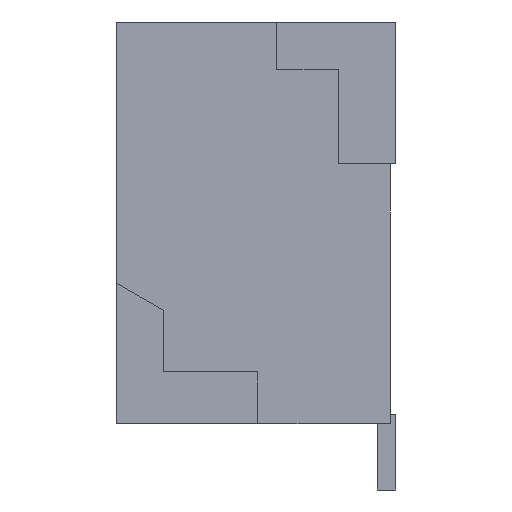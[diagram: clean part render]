
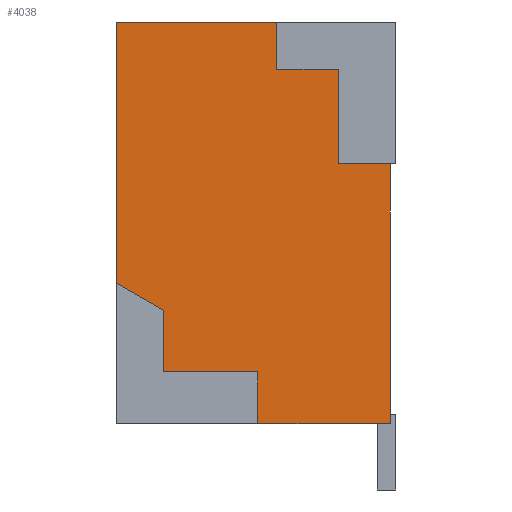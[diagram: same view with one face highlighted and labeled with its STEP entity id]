
A CAD part, left-side view. The second image highlights one B-rep face of the part: STEP entity #4038.
In plain terms, the highlighted planar face has unit normal (-1, 0, 0).
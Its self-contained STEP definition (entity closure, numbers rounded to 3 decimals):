
#27 = AXIS2_PLACEMENT_3D ( 'NONE', #1689, #4531, #7360 ) ;
#79 = DIRECTION ( 'NONE',  ( 0., 1., 0. ) ) ;
#105 = ORIENTED_EDGE ( 'NONE', *, *, #1533, .T. ) ;
#130 = VERTEX_POINT ( 'NONE', #8810 ) ;
#359 = VECTOR ( 'NONE', #1765, 1000. ) ;
#377 = LINE ( 'NONE', #3274, #1129 ) ;
#559 = CARTESIAN_POINT ( 'NONE',  ( -7., 0.06, 2.125 ) ) ;
#575 = VERTEX_POINT ( 'NONE', #4020 ) ;
#600 = CARTESIAN_POINT ( 'NONE',  ( -7., 1.46, -2.125 ) ) ;
#627 = VECTOR ( 'NONE', #3479, 1000. ) ;
#683 = VERTEX_POINT ( 'NONE', #8529 ) ;
#829 = DIRECTION ( 'NONE',  ( 0., -1., 0. ) ) ;
#873 = VERTEX_POINT ( 'NONE', #6730 ) ;
#1129 = VECTOR ( 'NONE', #6103, 1000. ) ;
#1152 = VERTEX_POINT ( 'NONE', #7370 ) ;
#1264 = VECTOR ( 'NONE', #4289, 1000. ) ;
#1434 = VECTOR ( 'NONE', #8555, 1000. ) ;
#1435 = CARTESIAN_POINT ( 'NONE',  ( -7., 0.61, 1.625 ) ) ;
#1485 = CARTESIAN_POINT ( 'NONE',  ( -7., 1.46, -1.575 ) ) ;
#1533 = EDGE_CURVE ( 'NONE', #1152, #683, #5821, .T. ) ;
#1557 = CARTESIAN_POINT ( 'NONE',  ( -7., 2.96, 2.125 ) ) ;
#1628 = CARTESIAN_POINT ( 'NONE',  ( -7., 0.61, 0.625 ) ) ;
#1689 = CARTESIAN_POINT ( 'NONE',  ( -7., 2.96, 2.125 ) ) ;
#1765 = DIRECTION ( 'NONE',  ( 0., 0., 1. ) ) ;
#1805 = LINE ( 'NONE', #4648, #6439 ) ;
#2083 = CARTESIAN_POINT ( 'NONE',  ( -7., 0.06, -2.125 ) ) ;
#2171 = VERTEX_POINT ( 'NONE', #5887 ) ;
#2283 = DIRECTION ( 'NONE',  ( 0., 0., 1. ) ) ;
#2432 = EDGE_CURVE ( 'NONE', #4197, #7131, #377, .T. ) ;
#2713 = ORIENTED_EDGE ( 'NONE', *, *, #5214, .T. ) ;
#2867 = LINE ( 'NONE', #5702, #1434 ) ;
#3193 = LINE ( 'NONE', #6025, #3961 ) ;
#3252 = EDGE_CURVE ( 'NONE', #130, #575, #7866, .T. ) ;
#3274 = CARTESIAN_POINT ( 'NONE',  ( -7., 2.46, -0.925 ) ) ;
#3308 = ORIENTED_EDGE ( 'NONE', *, *, #6975, .F. ) ;
#3356 = ORIENTED_EDGE ( 'NONE', *, *, #3800, .T. ) ;
#3440 = DIRECTION ( 'NONE',  ( 0., 0., 1. ) ) ;
#3479 = DIRECTION ( 'NONE',  ( 0., 0., -1. ) ) ;
#3518 = EDGE_CURVE ( 'NONE', #5961, #2171, #6959, .T. ) ;
#3662 = LINE ( 'NONE', #6481, #8121 ) ;
#3800 = EDGE_CURVE ( 'NONE', #7131, #130, #1805, .T. ) ;
#3961 = VECTOR ( 'NONE', #8889, 1000. ) ;
#4020 = CARTESIAN_POINT ( 'NONE',  ( -7., 1.46, -1.575 ) ) ;
#4038 = ADVANCED_FACE ( 'NONE', ( #5237 ), #8075, .F. ) ;
#4197 = VERTEX_POINT ( 'NONE', #5004 ) ;
#4289 = DIRECTION ( 'NONE',  ( 0., 0., 1. ) ) ;
#4332 = DIRECTION ( 'NONE',  ( 0., -1., 0. ) ) ;
#4359 = EDGE_CURVE ( 'NONE', #575, #6788, #7009, .T. ) ;
#4399 = LINE ( 'NONE', #7227, #5289 ) ;
#4531 = DIRECTION ( 'NONE',  ( 1., 0., 0. ) ) ;
#4648 = CARTESIAN_POINT ( 'NONE',  ( -7., 2.46, -1.575 ) ) ;
#4676 = EDGE_CURVE ( 'NONE', #2171, #5335, #3662, .T. ) ;
#4711 = VERTEX_POINT ( 'NONE', #1557 ) ;
#4715 = EDGE_CURVE ( 'NONE', #6788, #5961, #4399, .T. ) ;
#4779 = ORIENTED_EDGE ( 'NONE', *, *, #4780, .F. ) ;
#4780 = EDGE_CURVE ( 'NONE', #4711, #683, #3193, .T. ) ;
#4883 = EDGE_LOOP ( 'NONE', ( #8830, #2713, #6770, #105, #4779, #3308, #9012, #3356, #5652, #6313, #9038, #6210 ) ) ;
#5004 = CARTESIAN_POINT ( 'NONE',  ( -7., 2.96, -0.636 ) ) ;
#5059 = CARTESIAN_POINT ( 'NONE',  ( -7., 2.46, -0.925 ) ) ;
#5214 = EDGE_CURVE ( 'NONE', #5335, #873, #7823, .T. ) ;
#5237 = FACE_OUTER_BOUND ( 'NONE', #4883, .T. ) ;
#5289 = VECTOR ( 'NONE', #829, 1000. ) ;
#5304 = LINE ( 'NONE', #8151, #359 ) ;
#5335 = VERTEX_POINT ( 'NONE', #1628 ) ;
#5554 = VECTOR ( 'NONE', #3440, 1000. ) ;
#5576 = VECTOR ( 'NONE', #2283, 1000. ) ;
#5652 = ORIENTED_EDGE ( 'NONE', *, *, #3252, .T. ) ;
#5702 = CARTESIAN_POINT ( 'NONE',  ( -7., 1.26, 1.625 ) ) ;
#5821 = LINE ( 'NONE', #8670, #5576 ) ;
#5887 = CARTESIAN_POINT ( 'NONE',  ( -7., 0.06, 0.625 ) ) ;
#5961 = VERTEX_POINT ( 'NONE', #2083 ) ;
#6025 = CARTESIAN_POINT ( 'NONE',  ( -7., 2.96, 2.125 ) ) ;
#6103 = DIRECTION ( 'NONE',  ( 0., -0.866, -0.5 ) ) ;
#6210 = ORIENTED_EDGE ( 'NONE', *, *, #3518, .T. ) ;
#6313 = ORIENTED_EDGE ( 'NONE', *, *, #4359, .T. ) ;
#6369 = CARTESIAN_POINT ( 'NONE',  ( -7., 1.46, -2.125 ) ) ;
#6439 = VECTOR ( 'NONE', #7466, 1000. ) ;
#6481 = CARTESIAN_POINT ( 'NONE',  ( -7., 0.61, 0.625 ) ) ;
#6730 = CARTESIAN_POINT ( 'NONE',  ( -7., 0.61, 1.625 ) ) ;
#6770 = ORIENTED_EDGE ( 'NONE', *, *, #7093, .T. ) ;
#6788 = VERTEX_POINT ( 'NONE', #6369 ) ;
#6959 = LINE ( 'NONE', #559, #5554 ) ;
#6975 = EDGE_CURVE ( 'NONE', #4197, #4711, #5304, .T. ) ;
#7009 = LINE ( 'NONE', #600, #627 ) ;
#7093 = EDGE_CURVE ( 'NONE', #873, #1152, #2867, .T. ) ;
#7131 = VERTEX_POINT ( 'NONE', #5059 ) ;
#7227 = CARTESIAN_POINT ( 'NONE',  ( -7., 2.96, -2.125 ) ) ;
#7360 = DIRECTION ( 'NONE',  ( 0., 0., -1. ) ) ;
#7370 = CARTESIAN_POINT ( 'NONE',  ( -7., 1.26, 1.625 ) ) ;
#7466 = DIRECTION ( 'NONE',  ( 0., 0., -1. ) ) ;
#7823 = LINE ( 'NONE', #1435, #1264 ) ;
#7866 = LINE ( 'NONE', #1485, #8559 ) ;
#8075 = PLANE ( 'NONE',  #27 ) ;
#8121 = VECTOR ( 'NONE', #79, 1000. ) ;
#8151 = CARTESIAN_POINT ( 'NONE',  ( -7., 2.96, 2.125 ) ) ;
#8529 = CARTESIAN_POINT ( 'NONE',  ( -7., 1.26, 2.125 ) ) ;
#8555 = DIRECTION ( 'NONE',  ( 0., 1., 0. ) ) ;
#8559 = VECTOR ( 'NONE', #4332, 1000. ) ;
#8670 = CARTESIAN_POINT ( 'NONE',  ( -7., 1.26, 2.125 ) ) ;
#8810 = CARTESIAN_POINT ( 'NONE',  ( -7., 2.46, -1.575 ) ) ;
#8830 = ORIENTED_EDGE ( 'NONE', *, *, #4676, .T. ) ;
#8889 = DIRECTION ( 'NONE',  ( 0., -1., 0. ) ) ;
#9012 = ORIENTED_EDGE ( 'NONE', *, *, #2432, .T. ) ;
#9038 = ORIENTED_EDGE ( 'NONE', *, *, #4715, .T. ) ;
